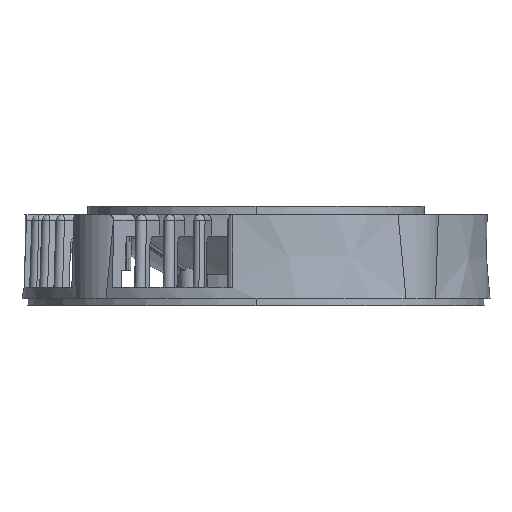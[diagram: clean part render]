
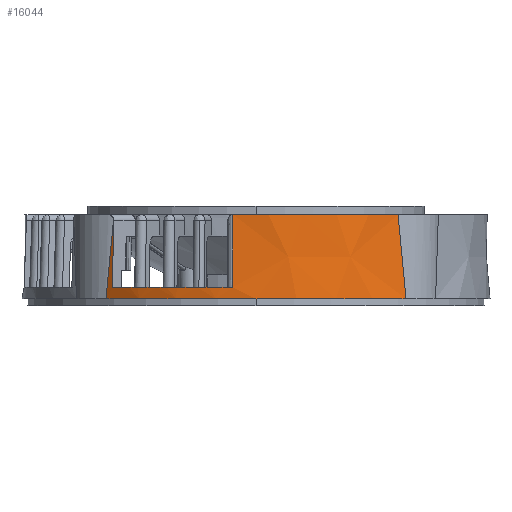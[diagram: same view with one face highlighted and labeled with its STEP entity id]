
A CAD part, front view. The second image highlights one B-rep face of the part: STEP entity #16044.
In plain terms, the highlighted conical face has half-angle 1.941 degrees and reference radius 82 mm.
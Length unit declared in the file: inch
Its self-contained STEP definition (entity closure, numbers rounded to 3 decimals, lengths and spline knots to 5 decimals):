
#174 = CARTESIAN_POINT ( 'NONE',  ( 1.95931, -2.51608, 1.16142 ) ) ;
#379 = AXIS2_PLACEMENT_3D ( 'NONE', #4067, #2584, #4130 ) ;
#510 = VERTEX_POINT ( 'NONE', #13343 ) ;
#660 = B_SPLINE_CURVE_WITH_KNOTS ( 'NONE', 3,
 ( #6124, #8938, #16755, #15159 ),
 .UNSPECIFIED., .F., .F.,
 ( 4, 4 ),
 ( 0., 0.00011 ),
 .UNSPECIFIED. ) ;
#813 = CARTESIAN_POINT ( 'NONE',  ( 2.0486, -2.4867, 0.1932 ) ) ;
#916 = EDGE_CURVE ( 'NONE', #1395, #2020, #14816, .T. ) ;
#1010 = ORIENTED_EDGE ( 'NONE', *, *, #13113, .T. ) ;
#1170 = VERTEX_POINT ( 'NONE', #11499 ) ;
#1370 = CARTESIAN_POINT ( 'NONE',  ( -1.96398, -2.51482, 1.10613 ) ) ;
#1395 = VERTEX_POINT ( 'NONE', #10984 ) ;
#1426 = DIRECTION ( 'NONE',  ( 0., 0., -1. ) ) ;
#1453 = CARTESIAN_POINT ( 'NONE',  ( -1.98295, -2.54081, 0.15748 ) ) ;
#1529 = DIRECTION ( 'NONE',  ( 0., 0., -1. ) ) ;
#1534 = B_SPLINE_CURVE_WITH_KNOTS ( 'NONE', 3,
 ( #1553, #7544, #10558, #12161 ),
 .UNSPECIFIED., .F., .F.,
 ( 4, 4 ),
 ( 0., 1. ),
 .UNSPECIFIED. ) ;
#1553 = CARTESIAN_POINT ( 'NONE',  ( -0.31898, -3.17299, 1.16129 ) ) ;
#1662 = DIRECTION ( 'NONE',  ( 0., 0., 1. ) ) ;
#2020 = VERTEX_POINT ( 'NONE', #2743 ) ;
#2325 = CARTESIAN_POINT ( 'NONE',  ( 2.02922, -2.49406, 0.38665 ) ) ;
#2350 = VERTEX_POINT ( 'NONE', #9502 ) ;
#2426 = EDGE_CURVE ( 'NONE', #510, #1170, #3565, .T. ) ;
#2584 = DIRECTION ( 'NONE',  ( 0., 0., -1. ) ) ;
#2743 = CARTESIAN_POINT ( 'NONE',  ( -1.96169, -2.51761, 1.08268 ) ) ;
#2819 = B_SPLINE_CURVE_WITH_KNOTS ( 'NONE', 3,
 ( #9938, #813, #2325, #13174, #19082, #3806 ),
 .UNSPECIFIED., .F., .F.,
 ( 4, 2, 4 ),
 ( 0., 0.01482, 0.02965 ),
 .UNSPECIFIED. ) ;
#3492 = VERTEX_POINT ( 'NONE', #3747 ) ;
#3565 = CIRCLE ( 'NONE', #11078, 3.22301 ) ;
#3747 = CARTESIAN_POINT ( 'NONE',  ( -0.31898, -3.17299, 1.16129 ) ) ;
#3786 = EDGE_CURVE ( 'NONE', #3492, #16778, #660, .T. ) ;
#3806 = CARTESIAN_POINT ( 'NONE',  ( 1.95931, -2.51608, 1.16142 ) ) ;
#4067 = CARTESIAN_POINT ( 'NONE',  ( 0., 0., 0.15748 ) ) ;
#4130 = DIRECTION ( 'NONE',  ( 0., 1., 0. ) ) ;
#4137 = EDGE_CURVE ( 'NONE', #2020, #14708, #7774, .T. ) ;
#4342 = AXIS2_PLACEMENT_3D ( 'NONE', #18200, #1529, #18136 ) ;
#4657 = CARTESIAN_POINT ( 'NONE',  ( -1.96398, -2.51482, 1.10613 ) ) ;
#4934 = CIRCLE ( 'NONE', #12926, 3.22301 ) ;
#5020 = B_SPLINE_CURVE_WITH_KNOTS ( 'NONE', 3,
 ( #4657, #18401, #15281, #9257, #13745, #6308 ),
 .UNSPECIFIED., .F., .F.,
 ( 4, 2, 4 ),
 ( 0., 0.01412, 0.02824 ),
 .UNSPECIFIED. ) ;
#5315 = DIRECTION ( 'NONE',  ( 0., 0., -1. ) ) ;
#5881 = CARTESIAN_POINT ( 'NONE',  ( -1.96151, -2.51741, 1.09067 ) ) ;
#6073 = EDGE_LOOP ( 'NONE', ( #18193, #8503, #15601, #7078, #9371, #1010, #17143, #19351, #7563, #11209, #19556, #17331 ) ) ;
#6124 = CARTESIAN_POINT ( 'NONE',  ( -0.31898, -3.17299, 1.16129 ) ) ;
#6180 = CARTESIAN_POINT ( 'NONE',  ( 0., 0., 0. ) ) ;
#6260 = EDGE_CURVE ( 'NONE', #1170, #16111, #4934, .T. ) ;
#6308 = CARTESIAN_POINT ( 'NONE',  ( -2.06994, -2.47741, 0. ) ) ;
#6776 = EDGE_CURVE ( 'NONE', #15551, #9765, #2819, .T. ) ;
#7078 = ORIENTED_EDGE ( 'NONE', *, *, #4137, .T. ) ;
#7544 = CARTESIAN_POINT ( 'NONE',  ( -0.31946, -3.18434, 0.82669 ) ) ;
#7563 = ORIENTED_EDGE ( 'NONE', *, *, #3786, .F. ) ;
#7700 = CARTESIAN_POINT ( 'NONE',  ( -1.96878, -2.52534, 0.77428 ) ) ;
#7769 = CARTESIAN_POINT ( 'NONE',  ( 2.06994, -2.47741, 0. ) ) ;
#7774 = B_SPLINE_CURVE_WITH_KNOTS ( 'NONE', 3,
 ( #18104, #5881, #8958, #1370 ),
 .UNSPECIFIED., .F., .F.,
 ( 4, 4 ),
 ( 0., 0.0006 ),
 .UNSPECIFIED. ) ;
#8497 = CIRCLE ( 'NONE', #11384, 3.22301 ) ;
#8503 = ORIENTED_EDGE ( 'NONE', *, *, #12933, .T. ) ;
#8529 = DIRECTION ( 'NONE',  ( 0., 0., -1. ) ) ;
#8625 = VERTEX_POINT ( 'NONE', #10256 ) ;
#8938 = CARTESIAN_POINT ( 'NONE',  ( -0.3175, -3.17313, 1.16138 ) ) ;
#8958 = CARTESIAN_POINT ( 'NONE',  ( -1.96227, -2.51648, 1.09849 ) ) ;
#9220 = CARTESIAN_POINT ( 'NONE',  ( -1.96398, -2.51482, 1.10613 ) ) ;
#9257 = CARTESIAN_POINT ( 'NONE',  ( -2.03107, -2.49336, 0.36825 ) ) ;
#9325 = DIRECTION ( 'NONE',  ( 0., 0., -1. ) ) ;
#9371 = ORIENTED_EDGE ( 'NONE', *, *, #10246, .T. ) ;
#9502 = CARTESIAN_POINT ( 'NONE',  ( -2.06994, -2.47741, 0. ) ) ;
#9765 = VERTEX_POINT ( 'NONE', #174 ) ;
#9938 = CARTESIAN_POINT ( 'NONE',  ( 2.06994, -2.47741, 0. ) ) ;
#10246 = EDGE_CURVE ( 'NONE', #14708, #2350, #5020, .T. ) ;
#10249 = EDGE_CURVE ( 'NONE', #9765, #16778, #17268, .T. ) ;
#10256 = CARTESIAN_POINT ( 'NONE',  ( -1.6358, -2.77704, 0.15748 ) ) ;
#10558 = CARTESIAN_POINT ( 'NONE',  ( -0.31994, -3.19569, 0.49209 ) ) ;
#10984 = CARTESIAN_POINT ( 'NONE',  ( -1.98295, -2.54081, 0.15748 ) ) ;
#11078 = AXIS2_PLACEMENT_3D ( 'NONE', #13246, #8529, #19218 ) ;
#11209 = ORIENTED_EDGE ( 'NONE', *, *, #17873, .T. ) ;
#11384 = AXIS2_PLACEMENT_3D ( 'NONE', #16764, #1426, #18357 ) ;
#11499 = CARTESIAN_POINT ( 'NONE',  ( -0.80698, -3.12035, 0.15748 ) ) ;
#12161 = CARTESIAN_POINT ( 'NONE',  ( -0.32042, -3.20704, 0.15748 ) ) ;
#12350 = FACE_OUTER_BOUND ( 'NONE', #6073, .T. ) ;
#12643 = AXIS2_PLACEMENT_3D ( 'NONE', #6180, #1662, #19740 ) ;
#12926 = AXIS2_PLACEMENT_3D ( 'NONE', #17603, #5315, #16079 ) ;
#12933 = EDGE_CURVE ( 'NONE', #8625, #1395, #19524, .T. ) ;
#13113 = EDGE_CURVE ( 'NONE', #2350, #15551, #17762, .T. ) ;
#13174 = CARTESIAN_POINT ( 'NONE',  ( 1.99271, -2.50659, 0.77383 ) ) ;
#13246 = CARTESIAN_POINT ( 'NONE',  ( 0., 0., 0.15748 ) ) ;
#13343 = CARTESIAN_POINT ( 'NONE',  ( -0.32042, -3.20704, 0.15748 ) ) ;
#13483 = AXIS2_PLACEMENT_3D ( 'NONE', #18464, #9325, #15346 ) ;
#13531 = CARTESIAN_POINT ( 'NONE',  ( -1.96169, -2.51761, 1.08268 ) ) ;
#13745 = CARTESIAN_POINT ( 'NONE',  ( -2.04962, -2.48626, 0.18401 ) ) ;
#14443 = CARTESIAN_POINT ( 'NONE',  ( -0.31454, -3.17343, 1.16142 ) ) ;
#14708 = VERTEX_POINT ( 'NONE', #9220 ) ;
#14816 = B_SPLINE_CURVE_WITH_KNOTS ( 'NONE', 3,
 ( #1453, #18320, #7700, #13531 ),
 .UNSPECIFIED., .F., .F.,
 ( 4, 4 ),
 ( 0., 0.02351 ),
 .UNSPECIFIED. ) ;
#15159 = CARTESIAN_POINT ( 'NONE',  ( -0.31454, -3.17343, 1.16142 ) ) ;
#15281 = CARTESIAN_POINT ( 'NONE',  ( -1.99608, -2.50549, 0.73701 ) ) ;
#15346 = DIRECTION ( 'NONE',  ( 0., 1., 0. ) ) ;
#15551 = VERTEX_POINT ( 'NONE', #7769 ) ;
#15601 = ORIENTED_EDGE ( 'NONE', *, *, #916, .T. ) ;
#16044 = ADVANCED_FACE ( 'NONE', ( #12350 ), #19530, .T. ) ;
#16079 = DIRECTION ( 'NONE',  ( 0., 1., 0. ) ) ;
#16111 = VERTEX_POINT ( 'NONE', #19729 ) ;
#16755 = CARTESIAN_POINT ( 'NONE',  ( -0.31602, -3.17328, 1.16142 ) ) ;
#16764 = CARTESIAN_POINT ( 'NONE',  ( 0., 0., 0.15748 ) ) ;
#16778 = VERTEX_POINT ( 'NONE', #14443 ) ;
#17026 = EDGE_CURVE ( 'NONE', #16111, #8625, #8497, .T. ) ;
#17143 = ORIENTED_EDGE ( 'NONE', *, *, #6776, .T. ) ;
#17268 = CIRCLE ( 'NONE', #13483, 3.18898 ) ;
#17331 = ORIENTED_EDGE ( 'NONE', *, *, #6260, .T. ) ;
#17603 = CARTESIAN_POINT ( 'NONE',  ( 0., 0., 0.15748 ) ) ;
#17762 = CIRCLE ( 'NONE', #12643, 3.22835 ) ;
#17873 = EDGE_CURVE ( 'NONE', #3492, #510, #1534, .T. ) ;
#18104 = CARTESIAN_POINT ( 'NONE',  ( -1.96169, -2.51761, 1.08268 ) ) ;
#18136 = DIRECTION ( 'NONE',  ( 0., 1., 0. ) ) ;
#18193 = ORIENTED_EDGE ( 'NONE', *, *, #17026, .T. ) ;
#18200 = CARTESIAN_POINT ( 'NONE',  ( 0., 0., 0. ) ) ;
#18320 = CARTESIAN_POINT ( 'NONE',  ( -1.97586, -2.53307, 0.46588 ) ) ;
#18357 = DIRECTION ( 'NONE',  ( 0., 1., 0. ) ) ;
#18401 = CARTESIAN_POINT ( 'NONE',  ( -1.97966, -2.51051, 0.92152 ) ) ;
#18464 = CARTESIAN_POINT ( 'NONE',  ( 0., 0., 1.16142 ) ) ;
#19082 = CARTESIAN_POINT ( 'NONE',  ( 1.97561, -2.51172, 0.96758 ) ) ;
#19218 = DIRECTION ( 'NONE',  ( 0., 1., 0. ) ) ;
#19351 = ORIENTED_EDGE ( 'NONE', *, *, #10249, .T. ) ;
#19524 = CIRCLE ( 'NONE', #379, 3.22301 ) ;
#19530 = CONICAL_SURFACE ( 'NONE', #4342, 3.22835, 0.034 ) ;
#19556 = ORIENTED_EDGE ( 'NONE', *, *, #2426, .T. ) ;
#19729 = CARTESIAN_POINT ( 'NONE',  ( -1.23339, -2.97767, 0.15748 ) ) ;
#19740 = DIRECTION ( 'NONE',  ( 0., 1., 0. ) ) ;
